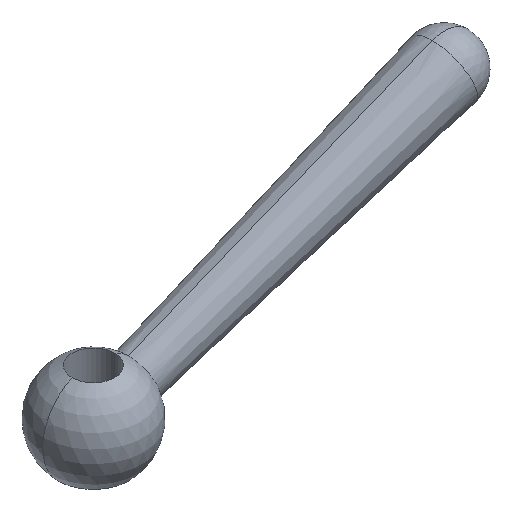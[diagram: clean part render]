
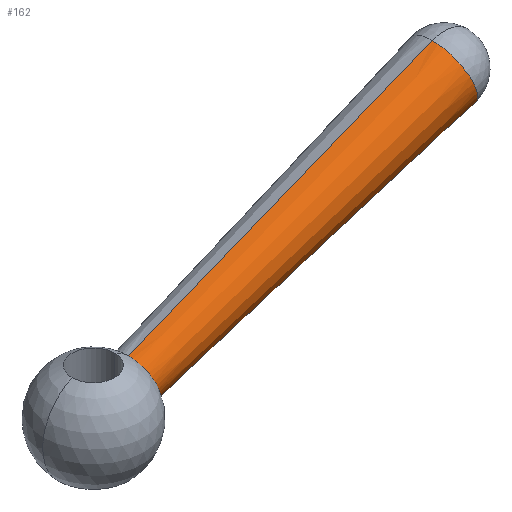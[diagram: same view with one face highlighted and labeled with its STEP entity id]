
A CAD part, isometric view. The second image highlights one B-rep face of the part: STEP entity #162.
In plain terms, the highlighted conical face has half-angle 1.775 degrees and reference radius 13.496 mm.
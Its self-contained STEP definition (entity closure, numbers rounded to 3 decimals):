
#80=VERTEX_POINT('',#193);
#88=EDGE_CURVE('',#152,#80,#202,.T.);
#94=EDGE_CURVE('',#80,#164,#210,.T.);
#100=EDGE_CURVE('',#140,#152,#216,.T.);
#140=VERTEX_POINT('',#259);
#152=VERTEX_POINT('',#274);
#158=EDGE_CURVE('',#164,#140,#280,.T.);
#162=ADVANCED_FACE('',(#284),#285,.T.);
#164=VERTEX_POINT('',#287);
#193=CARTESIAN_POINT('',(177.907,0.,65.734));
#202=CIRCLE('',#320,15.992);
#210=LINE('',#329,#330);
#216=LINE('',#336,#337);
#259=CARTESIAN_POINT('',(17.334,0.,36.015));
#274=CARTESIAN_POINT('',(166.968,0.,95.79));
#280=CIRCLE('',#421,11.0);
#284=FACE_OUTER_BOUND('',#426,.T.);
#285=CONICAL_SURFACE('',#427,13.496,0.031);
#287=CARTESIAN_POINT('',(24.858,0.,15.342));
#320=AXIS2_PLACEMENT_3D('',#460,#461,#462);
#329=CARTESIAN_POINT('',(101.383,0.,40.538));
#330=VECTOR('',#479,1.0);
#336=CARTESIAN_POINT('',(92.151,0.,65.902));
#337=VECTOR('',#481,1.0);
#421=AXIS2_PLACEMENT_3D('',#560,#561,#562);
#426=EDGE_LOOP('',(#567,#568,#569,#570));
#427=AXIS2_PLACEMENT_3D('',#571,#572,#573);
#460=CARTESIAN_POINT('',(172.438,0.,80.762));
#461=DIRECTION('',(0.94,0.,0.342));
#462=DIRECTION('',(-0.342,0.,0.94));
#479=DIRECTION('',(-0.95,0.,-0.313));
#481=DIRECTION('',(0.929,0.,0.371));
#560=CARTESIAN_POINT('',(21.096,0.,25.678));
#561=DIRECTION('',(-0.94,0.,-0.342));
#562=DIRECTION('',(0.342,0.0,-0.94));
#567=ORIENTED_EDGE('',*,*,#100,.F.);
#568=ORIENTED_EDGE('',*,*,#158,.F.);
#569=ORIENTED_EDGE('',*,*,#94,.F.);
#570=ORIENTED_EDGE('',*,*,#88,.F.);
#571=CARTESIAN_POINT('',(96.767,0.,53.22));
#572=DIRECTION('',(0.94,0.,0.342));
#573=DIRECTION('',(-0.342,0.,0.94));
